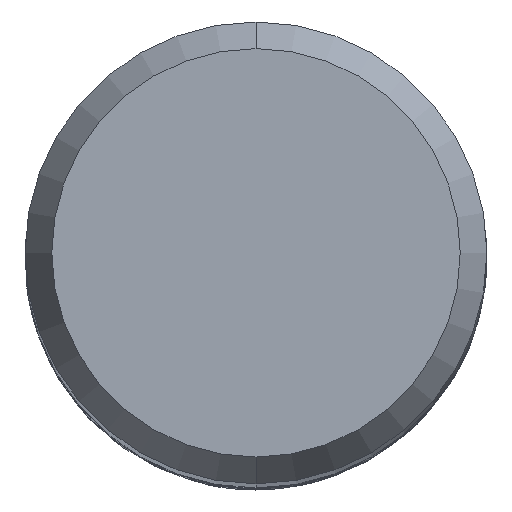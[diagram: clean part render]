
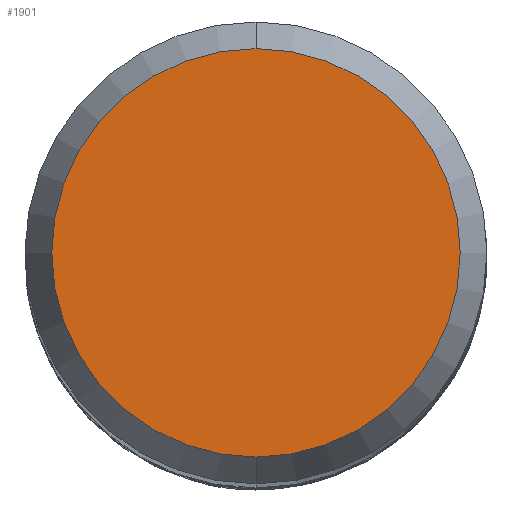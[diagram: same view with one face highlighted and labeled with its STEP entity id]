
A CAD part, top view. The second image highlights one B-rep face of the part: STEP entity #1901.
In plain terms, the highlighted planar face has unit normal (0, 0, 1).
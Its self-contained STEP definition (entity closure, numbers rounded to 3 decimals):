
#1085=EDGE_CURVE('',#1843,#1289,#2529,.T.);
#1289=VERTEX_POINT('',#2759);
#1563=EDGE_CURVE('',#1289,#1843,#3062,.T.);
#1843=VERTEX_POINT('',#3356);
#1901=ADVANCED_FACE('',(#3422),#3423,.T.);
#2529=CIRCLE('',#8071,3.538);
#2759=CARTESIAN_POINT('',(0.0,3.538,0.0));
#3062=CIRCLE('',#14619,3.538);
#3356=CARTESIAN_POINT('',(0.,-3.538,0.0));
#3422=FACE_OUTER_BOUND('',#18430,.T.);
#3423=PLANE('',#18431);
#8071=AXIS2_PLACEMENT_3D('',#21312,#21313,#21314);
#14619=AXIS2_PLACEMENT_3D('',#21907,#21908,#21909);
#18430=EDGE_LOOP('',(#22201,#22202));
#18431=AXIS2_PLACEMENT_3D('',#22203,#22204,#22205);
#21312=CARTESIAN_POINT('',(0.0,0.0,0.0));
#21313=DIRECTION('',(0.0,0.0,-1.0));
#21314=DIRECTION('',(0.0,1.0,0.0));
#21907=CARTESIAN_POINT('',(0.0,0.0,0.0));
#21908=DIRECTION('',(0.0,0.0,-1.0));
#21909=DIRECTION('',(0.0,1.0,0.0));
#22201=ORIENTED_EDGE('',*,*,#1563,.F.);
#22202=ORIENTED_EDGE('',*,*,#1085,.F.);
#22203=CARTESIAN_POINT('',(0.0,1.769,0.0));
#22204=DIRECTION('',(-0.0,0.0,1.0));
#22205=DIRECTION('',(0.0,-1.0,0.0));
